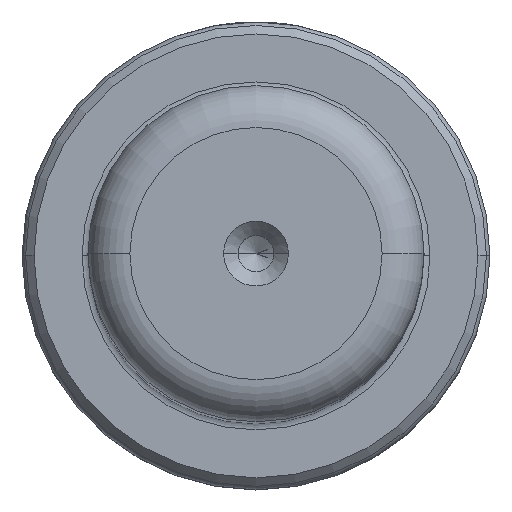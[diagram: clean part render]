
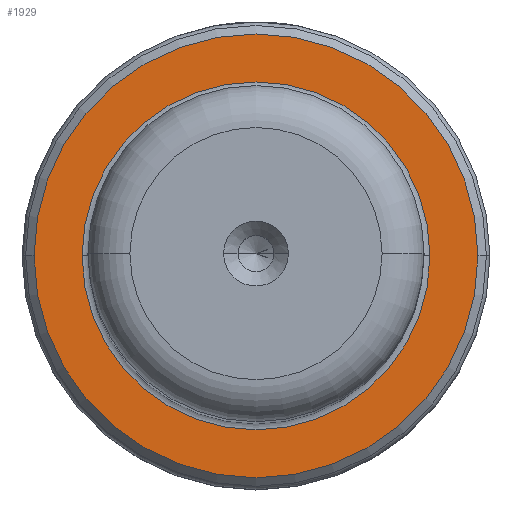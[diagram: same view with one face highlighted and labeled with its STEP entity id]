
A CAD part, top view. The second image highlights one B-rep face of the part: STEP entity #1929.
In plain terms, the highlighted planar face has unit normal (0, 0, 1).
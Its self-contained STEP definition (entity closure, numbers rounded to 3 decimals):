
#250 = AXIS2_PLACEMENT_3D ( 'NONE', #586, #3406, #2096 ) ;
#262 = CARTESIAN_POINT ( 'NONE',  ( 0., 0., 30. ) ) ;
#544 = ORIENTED_EDGE ( 'NONE', *, *, #1809, .T. ) ;
#586 = CARTESIAN_POINT ( 'NONE',  ( 0., 0., 30. ) ) ;
#658 = ORIENTED_EDGE ( 'NONE', *, *, #745, .T. ) ;
#665 = FACE_BOUND ( 'NONE', #1868, .T. ) ;
#691 = VERTEX_POINT ( 'NONE', #1226 ) ;
#745 = EDGE_CURVE ( 'NONE', #3043, #691, #801, .T. ) ;
#796 = DIRECTION ( 'NONE',  ( 1., 0., 0. ) ) ;
#801 = CIRCLE ( 'NONE', #250, 14.5 ) ;
#1029 = DIRECTION ( 'NONE',  ( 1., 0., 0. ) ) ;
#1052 = AXIS2_PLACEMENT_3D ( 'NONE', #1310, #2373, #3172 ) ;
#1207 = ORIENTED_EDGE ( 'NONE', *, *, #2504, .T. ) ;
#1226 = CARTESIAN_POINT ( 'NONE',  ( -14.5, 0., 30. ) ) ;
#1240 = CARTESIAN_POINT ( 'NONE',  ( 0., 0., 30. ) ) ;
#1310 = CARTESIAN_POINT ( 'NONE',  ( 0., 0., 30. ) ) ;
#1529 = AXIS2_PLACEMENT_3D ( 'NONE', #262, #3134, #796 ) ;
#1726 = FACE_OUTER_BOUND ( 'NONE', #2623, .T. ) ;
#1809 = EDGE_CURVE ( 'NONE', #691, #3043, #2049, .T. ) ;
#1812 = AXIS2_PLACEMENT_3D ( 'NONE', #1240, #2538, #2075 ) ;
#1849 = CARTESIAN_POINT ( 'NONE',  ( 0., 0., 30. ) ) ;
#1867 = VERTEX_POINT ( 'NONE', #2238 ) ;
#1868 = EDGE_LOOP ( 'NONE', ( #544, #658 ) ) ;
#1929 = ADVANCED_FACE ( 'NONE', ( #665, #1726 ), #2092, .T. ) ;
#2011 = AXIS2_PLACEMENT_3D ( 'NONE', #1849, #3187, #1029 ) ;
#2049 = CIRCLE ( 'NONE', #1052, 14.5 ) ;
#2075 = DIRECTION ( 'NONE',  ( 1., 0., 0. ) ) ;
#2092 = PLANE ( 'NONE',  #1812 ) ;
#2096 = DIRECTION ( 'NONE',  ( -1., 0., 0. ) ) ;
#2238 = CARTESIAN_POINT ( 'NONE',  ( 18.5, 0., 30. ) ) ;
#2373 = DIRECTION ( 'NONE',  ( 0., 0., -1. ) ) ;
#2457 = ORIENTED_EDGE ( 'NONE', *, *, #3402, .T. ) ;
#2504 = EDGE_CURVE ( 'NONE', #1867, #2927, #2740, .T. ) ;
#2538 = DIRECTION ( 'NONE',  ( 0., 0., 1. ) ) ;
#2592 = CIRCLE ( 'NONE', #1529, 18.5 ) ;
#2623 = EDGE_LOOP ( 'NONE', ( #2457, #1207 ) ) ;
#2740 = CIRCLE ( 'NONE', #2011, 18.5 ) ;
#2775 = CARTESIAN_POINT ( 'NONE',  ( 14.5, 0., 30. ) ) ;
#2927 = VERTEX_POINT ( 'NONE', #3214 ) ;
#3043 = VERTEX_POINT ( 'NONE', #2775 ) ;
#3134 = DIRECTION ( 'NONE',  ( 0., 0., 1. ) ) ;
#3172 = DIRECTION ( 'NONE',  ( -1., 0., 0. ) ) ;
#3187 = DIRECTION ( 'NONE',  ( 0., 0., 1. ) ) ;
#3214 = CARTESIAN_POINT ( 'NONE',  ( -18.5, 0., 30. ) ) ;
#3402 = EDGE_CURVE ( 'NONE', #2927, #1867, #2592, .T. ) ;
#3406 = DIRECTION ( 'NONE',  ( 0., 0., -1. ) ) ;
